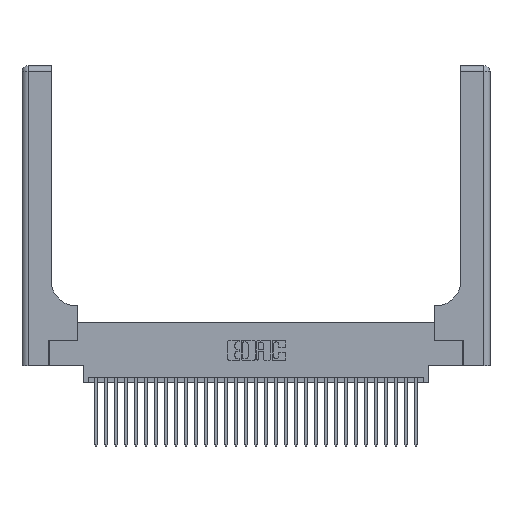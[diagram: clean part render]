
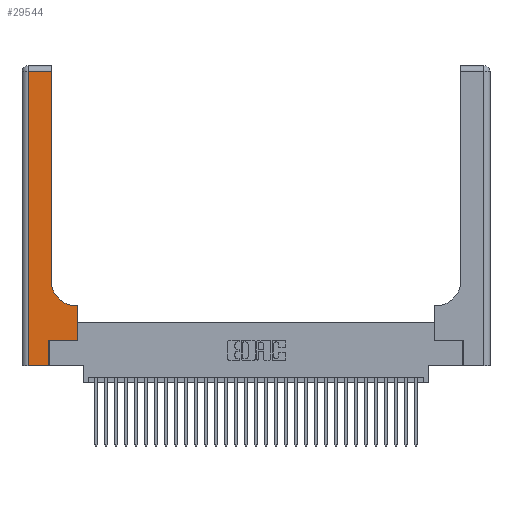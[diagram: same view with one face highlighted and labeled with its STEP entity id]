
A CAD part, top view. The second image highlights one B-rep face of the part: STEP entity #29544.
In plain terms, the highlighted planar face has unit normal (0, 0, 1).
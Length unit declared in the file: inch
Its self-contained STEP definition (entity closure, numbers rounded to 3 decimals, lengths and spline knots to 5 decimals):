
#176 = DIRECTION ( 'NONE',  ( -1., 0., 0. ) ) ;
#911 = EDGE_CURVE ( 'NONE', #19797, #16547, #15741, .T. ) ;
#1512 = CARTESIAN_POINT ( 'NONE',  ( 0.2915, 3., 0.37 ) ) ;
#1704 = VERTEX_POINT ( 'NONE', #5322 ) ;
#1781 = CARTESIAN_POINT ( 'NONE',  ( 0.2915, 2.94, 0.37 ) ) ;
#2019 = EDGE_CURVE ( 'NONE', #16547, #4268, #11713, .T. ) ;
#2347 = LINE ( 'NONE', #10601, #17626 ) ;
#2432 = DIRECTION ( 'NONE',  ( 0., 1., 0. ) ) ;
#2615 = LINE ( 'NONE', #31611, #12808 ) ;
#2689 = DIRECTION ( 'NONE',  ( -1., 0., 0. ) ) ;
#3302 = VERTEX_POINT ( 'NONE', #9634 ) ;
#3331 = ORIENTED_EDGE ( 'NONE', *, *, #911, .T. ) ;
#3979 = CARTESIAN_POINT ( 'NONE',  ( 0.5415, 0.85, 0.37 ) ) ;
#4081 = DIRECTION ( 'NONE',  ( 1., 0., 0. ) ) ;
#4096 = CARTESIAN_POINT ( 'NONE',  ( 0.5415, 0.6, 0.37 ) ) ;
#4268 = VERTEX_POINT ( 'NONE', #4096 ) ;
#5322 = CARTESIAN_POINT ( 'NONE',  ( 0.269, 0., 0.37 ) ) ;
#6927 = VERTEX_POINT ( 'NONE', #7506 ) ;
#7506 = CARTESIAN_POINT ( 'NONE',  ( 0.269, 0.25, 0.37 ) ) ;
#8700 = ORIENTED_EDGE ( 'NONE', *, *, #15723, .T. ) ;
#8791 = CARTESIAN_POINT ( 'NONE',  ( 0.5585, 0.25, 0.37 ) ) ;
#8932 = DIRECTION ( 'NONE',  ( 0., 0., -1. ) ) ;
#9016 = VECTOR ( 'NONE', #25119, 39.37008 ) ;
#9634 = CARTESIAN_POINT ( 'NONE',  ( 0.06, 2.94, 0.37 ) ) ;
#9688 = VECTOR ( 'NONE', #12073, 39.37008 ) ;
#10045 = CARTESIAN_POINT ( 'NONE',  ( 0., 0., 0.37 ) ) ;
#10357 = EDGE_CURVE ( 'NONE', #14890, #1704, #21509, .T. ) ;
#10601 = CARTESIAN_POINT ( 'NONE',  ( 0., 2.94, 0.37 ) ) ;
#10782 = CARTESIAN_POINT ( 'NONE',  ( 0.06, 0., 0.37 ) ) ;
#10886 = LINE ( 'NONE', #12754, #11673 ) ;
#11673 = VECTOR ( 'NONE', #30240, 39.37008 ) ;
#11702 = ORIENTED_EDGE ( 'NONE', *, *, #31187, .T. ) ;
#11713 = LINE ( 'NONE', #25590, #30896 ) ;
#12073 = DIRECTION ( 'NONE',  ( 0., -1., 0. ) ) ;
#12314 = EDGE_CURVE ( 'NONE', #6927, #19797, #2615, .T. ) ;
#12386 = CIRCLE ( 'NONE', #16164, 0.25 ) ;
#12730 = VERTEX_POINT ( 'NONE', #15507 ) ;
#12754 = CARTESIAN_POINT ( 'NONE',  ( 0.269, 0., 0.37 ) ) ;
#12808 = VECTOR ( 'NONE', #26477, 39.37008 ) ;
#14890 = VERTEX_POINT ( 'NONE', #10782 ) ;
#15220 = DIRECTION ( 'NONE',  ( 0., 0., -1. ) ) ;
#15507 = CARTESIAN_POINT ( 'NONE',  ( 0.2915, 0.85, 0.37 ) ) ;
#15723 = EDGE_CURVE ( 'NONE', #12730, #28646, #32136, .T. ) ;
#15741 = LINE ( 'NONE', #27282, #27821 ) ;
#16164 = AXIS2_PLACEMENT_3D ( 'NONE', #3979, #8932, #4081 ) ;
#16547 = VERTEX_POINT ( 'NONE', #25417 ) ;
#17626 = VECTOR ( 'NONE', #2689, 39.37008 ) ;
#18351 = LINE ( 'NONE', #22200, #9688 ) ;
#18355 = ORIENTED_EDGE ( 'NONE', *, *, #30852, .T. ) ;
#18626 = FACE_OUTER_BOUND ( 'NONE', #24145, .T. ) ;
#19264 = DIRECTION ( 'NONE',  ( 0., 1., 0. ) ) ;
#19797 = VERTEX_POINT ( 'NONE', #8791 ) ;
#20673 = DIRECTION ( 'NONE',  ( -1., 0., 0. ) ) ;
#21509 = LINE ( 'NONE', #10045, #9016 ) ;
#22200 = CARTESIAN_POINT ( 'NONE',  ( 0.06, 3., 0.37 ) ) ;
#22623 = PLANE ( 'NONE',  #22713 ) ;
#22713 = AXIS2_PLACEMENT_3D ( 'NONE', #27665, #15220, #176 ) ;
#22727 = VECTOR ( 'NONE', #19264, 39.37008 ) ;
#22772 = ORIENTED_EDGE ( 'NONE', *, *, #12314, .T. ) ;
#22856 = EDGE_CURVE ( 'NONE', #4268, #12730, #12386, .T. ) ;
#24145 = EDGE_LOOP ( 'NONE', ( #8700, #27625, #11702, #31699, #18355, #22772, #3331, #28811, #27229 ) ) ;
#25119 = DIRECTION ( 'NONE',  ( 1., 0., 0. ) ) ;
#25417 = CARTESIAN_POINT ( 'NONE',  ( 0.5585, 0.6, 0.37 ) ) ;
#25590 = CARTESIAN_POINT ( 'NONE',  ( 0.2915, 0.6, 0.37 ) ) ;
#26104 = EDGE_CURVE ( 'NONE', #28646, #3302, #2347, .T. ) ;
#26477 = DIRECTION ( 'NONE',  ( 1., 0., 0. ) ) ;
#27229 = ORIENTED_EDGE ( 'NONE', *, *, #22856, .T. ) ;
#27282 = CARTESIAN_POINT ( 'NONE',  ( 0.5585, 0.25, 0.37 ) ) ;
#27625 = ORIENTED_EDGE ( 'NONE', *, *, #26104, .T. ) ;
#27665 = CARTESIAN_POINT ( 'NONE',  ( 0., 3., 0.37 ) ) ;
#27821 = VECTOR ( 'NONE', #2432, 39.37008 ) ;
#28646 = VERTEX_POINT ( 'NONE', #1781 ) ;
#28811 = ORIENTED_EDGE ( 'NONE', *, *, #2019, .T. ) ;
#29544 = ADVANCED_FACE ( 'NONE', ( #18626 ), #22623, .F. ) ;
#30240 = DIRECTION ( 'NONE',  ( 0., 1., 0. ) ) ;
#30852 = EDGE_CURVE ( 'NONE', #1704, #6927, #10886, .T. ) ;
#30896 = VECTOR ( 'NONE', #20673, 39.37008 ) ;
#31187 = EDGE_CURVE ( 'NONE', #3302, #14890, #18351, .T. ) ;
#31611 = CARTESIAN_POINT ( 'NONE',  ( 0.269, 0.25, 0.37 ) ) ;
#31699 = ORIENTED_EDGE ( 'NONE', *, *, #10357, .T. ) ;
#32136 = LINE ( 'NONE', #1512, #22727 ) ;
